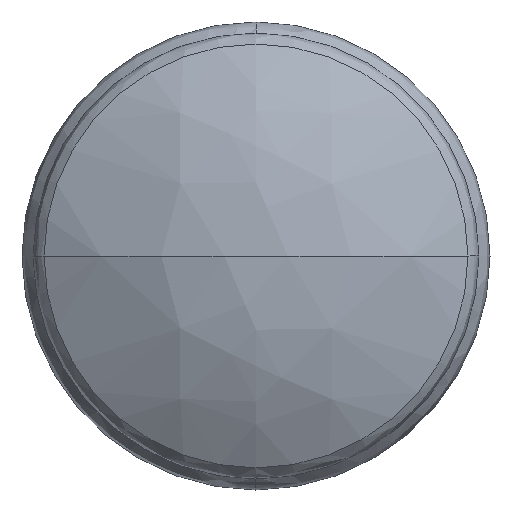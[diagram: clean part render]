
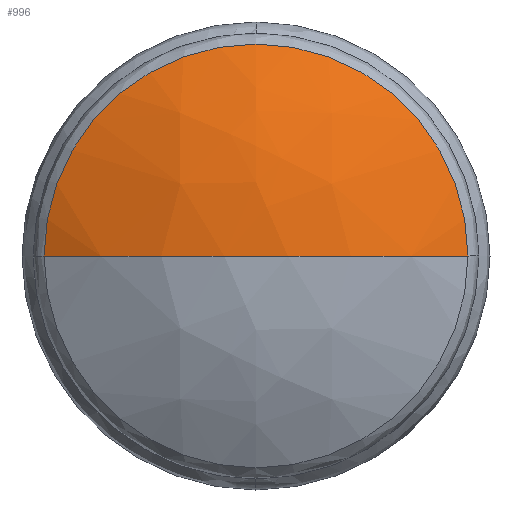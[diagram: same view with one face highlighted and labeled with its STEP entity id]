
A CAD part, left-side view. The second image highlights one B-rep face of the part: STEP entity #996.
In plain terms, the highlighted free-form (B-spline) face has degree [3, 3] with [4, 4] control points.
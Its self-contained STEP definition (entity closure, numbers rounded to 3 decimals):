
#73 = DIRECTION ( 'NONE',  ( 0., 1., 0. ) ) ;
#74 = DIRECTION ( 'NONE',  ( 1., 0., 0. ) ) ;
#77 = CARTESIAN_POINT ( 'NONE',  ( -3.793, 0., 0. ) ) ;
#153 = CIRCLE ( 'NONE', #1250, 2.335 ) ;
#411 = CIRCLE ( 'NONE', #1282, 4.454 ) ;
#542 = EDGE_CURVE ( 'NONE', #834, #912, #153, .T. ) ;
#649 = CARTESIAN_POINT ( 'NONE',  ( -3.793, 2.335, 0. ) ) ;
#834 = VERTEX_POINT ( 'NONE', #649 ) ;
#912 = VERTEX_POINT ( 'NONE', #1503 ) ;
#923 = EDGE_CURVE ( 'NONE', #834, #912, #411, .T. ) ;
#938 =( BOUNDED_SURFACE ( )  B_SPLINE_SURFACE ( 3, 3, ( 
 ( #1430, #1414, #1402, #1401 ),
 ( #1399, #1398, #1395, #1391 ),
 ( #1387, #1385, #1381, #1378 ),
 ( #1361, #1355, #1352, #1346 ) ),
 .UNSPECIFIED., .F., .F., .F. ) 
 B_SPLINE_SURFACE_WITH_KNOTS ( ( 4, 4 ),
 ( 4, 4 ),
 ( 0., 1. ),
 ( 0., 1. ),
 .UNSPECIFIED. ) 
 GEOMETRIC_REPRESENTATION_ITEM ( )  RATIONAL_B_SPLINE_SURFACE ( (
 ( 1., 0.974, 0.974, 1.),
 ( 0.899, 0.876, 0.876, 0.899),
 ( 0.899, 0.876, 0.876, 0.899),
 ( 1., 0.974, 0.974, 1.) ) ) 
 REPRESENTATION_ITEM ( '' )  SURFACE ( )  );
#996 = ADVANCED_FACE ( 'N', ( #1425 ), #938, .T. ) ;
#1157 = ORIENTED_EDGE ( 'NONE', *, *, #542, .F. ) ;
#1205 = ORIENTED_EDGE ( 'NONE', *, *, #923, .T. ) ;
#1250 = AXIS2_PLACEMENT_3D ( 'NONE', #77, #74, #73 ) ;
#1282 = AXIS2_PLACEMENT_3D ( 'NONE', #1492, #1490, #1485 ) ;
#1346 = CARTESIAN_POINT ( 'NONE',  ( -3.207, -2.36, 1.996 ) ) ;
#1352 = CARTESIAN_POINT ( 'NONE',  ( -3.582, -2.36, 1.393 ) ) ;
#1355 = CARTESIAN_POINT ( 'NONE',  ( -3.777, -2.36, 0.71 ) ) ;
#1361 = CARTESIAN_POINT ( 'NONE',  ( -3.777, -2.36, 0. ) ) ;
#1378 = CARTESIAN_POINT ( 'NONE',  ( -3.994, -0.875, 2.486 ) ) ;
#1381 = CARTESIAN_POINT ( 'NONE',  ( -4.462, -0.875, 1.735 ) ) ;
#1385 = CARTESIAN_POINT ( 'NONE',  ( -4.705, -0.875, 0.884 ) ) ;
#1387 = CARTESIAN_POINT ( 'NONE',  ( -4.705, -0.875, 0. ) ) ;
#1391 = CARTESIAN_POINT ( 'NONE',  ( -3.994, 0.875, 2.486 ) ) ;
#1395 = CARTESIAN_POINT ( 'NONE',  ( -4.462, 0.875, 1.735 ) ) ;
#1398 = CARTESIAN_POINT ( 'NONE',  ( -4.705, 0.875, 0.884 ) ) ;
#1399 = CARTESIAN_POINT ( 'NONE',  ( -4.705, 0.875, 0. ) ) ;
#1401 = CARTESIAN_POINT ( 'NONE',  ( -3.207, 2.36, 1.996 ) ) ;
#1402 = CARTESIAN_POINT ( 'NONE',  ( -3.582, 2.36, 1.393 ) ) ;
#1414 = CARTESIAN_POINT ( 'NONE',  ( -3.777, 2.36, 0.71 ) ) ;
#1425 = FACE_OUTER_BOUND ( 'NONE', #1438, .T. ) ;
#1430 = CARTESIAN_POINT ( 'NONE',  ( -3.777, 2.36, 0. ) ) ;
#1438 = EDGE_LOOP ( 'NONE', ( #1157, #1205 ) ) ;
#1485 = DIRECTION ( 'NONE',  ( 0., 1., 0. ) ) ;
#1490 = DIRECTION ( 'NONE',  ( 0., 0., 1. ) ) ;
#1492 = CARTESIAN_POINT ( 'NONE',  ( 0., 0., 0. ) ) ;
#1503 = CARTESIAN_POINT ( 'NONE',  ( -3.793, -2.335, 0. ) ) ;
